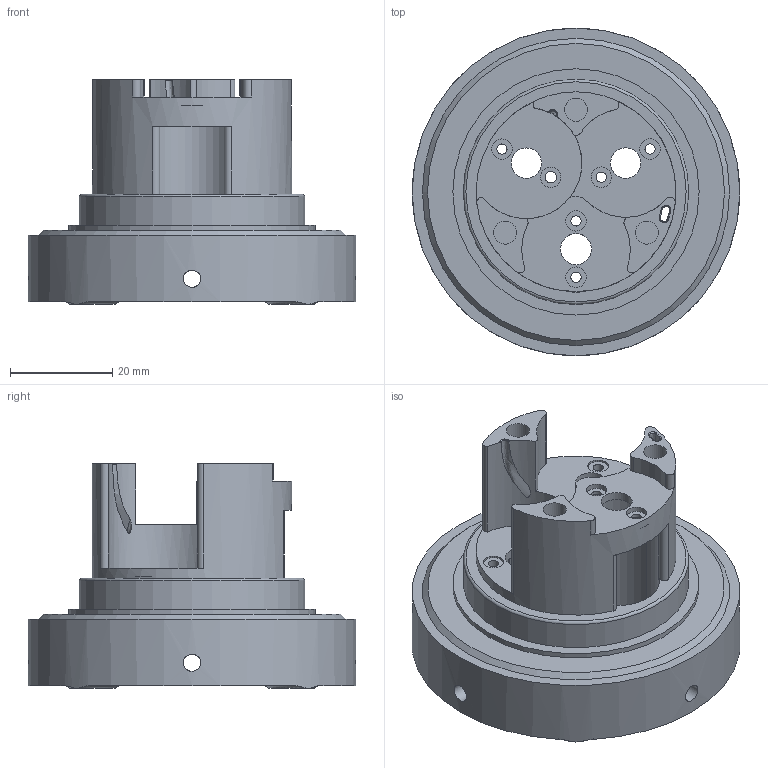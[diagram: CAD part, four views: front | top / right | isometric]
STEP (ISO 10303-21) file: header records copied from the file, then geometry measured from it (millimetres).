
FILE_DESCRIPTION(/* description */ (''),/* implementation_level */ '2;1');
FILE_NAME(/* name */ 'bottom_orbita_recuded_top_pinion_top_wall.step',/* time_stamp */ '2020-11-26T23:25:52-08:00',/* author */ (''),/* organization */ (''),/* preprocessor_version */ 'ST-DEVELOPER v18.1',/* originating_system */ 'Autodesk Translation Framework v9.3.0.1241',/* authorisation */ '');
FILE_SCHEMA (('AUTOMOTIVE_DESIGN { 1 0 10303 214 3 1 1 }'));
Length unit declared in the file: millimetre
Products named in the file (1): bottom_orbita_tolerance_included2
Bounding box: 64 x 64 x 43.9 mm (x, y, z)
Volume: 39200.2 mm3; surface area: 19530.2 mm2
Topology: 1 solids, 1 shells, 178 faces, 474 edges, 319 vertices
Faces by surface type: cylinder 75, plane 63, cone 16, bspline 15, torus 9
Full cylindrical faces by diameter (mm): 1.8 x3, 2 x5, 2.219 x1, 3.4 x4, 4 x14, 4.5 x3, 4.7 x4, 5.95 x2, 6.082 x1, 16.4 x3, 39 x1, 44 x1, 47 x1, 48.1 x1, 64 x1
Entity records: 11649 total; most frequent: CARTESIAN_POINT 7090, ORIENTED_EDGE 948, DIRECTION 946, EDGE_CURVE 474, AXIS2_PLACEMENT_3D 410, VERTEX_POINT 319, CIRCLE 242, EDGE_LOOP 235
